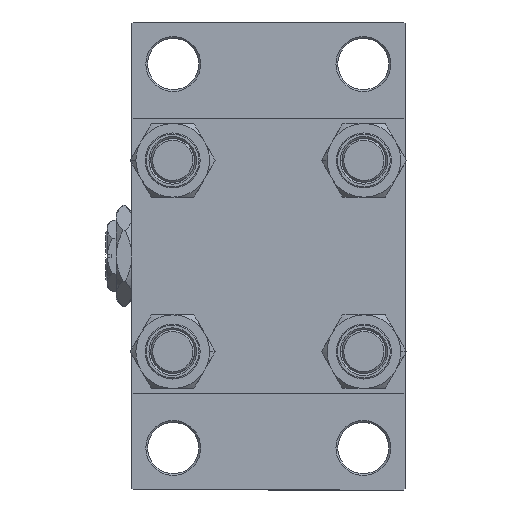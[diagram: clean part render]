
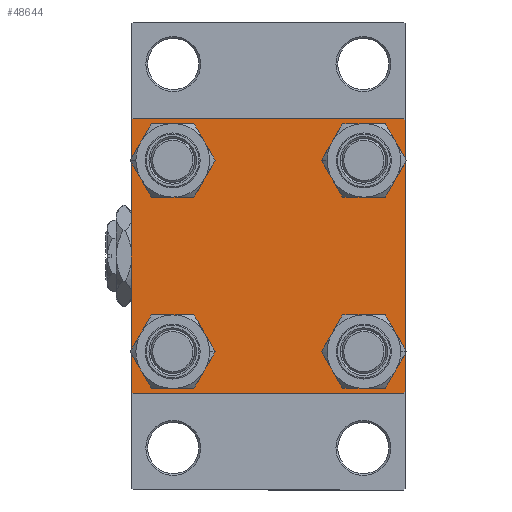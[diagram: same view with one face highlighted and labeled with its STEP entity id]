
A CAD part, left-side view. The second image highlights one B-rep face of the part: STEP entity #48644.
In plain terms, the highlighted planar face has unit normal (-1, 0, 0).
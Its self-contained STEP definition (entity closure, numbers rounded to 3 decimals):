
#76 = CIRCLE ( 'NONE', #5164, 6.5 ) ;
#191 = PLANE ( 'NONE',  #12504 ) ;
#229 = CARTESIAN_POINT ( 'NONE',  ( 0., 26.15, 26.15 ) ) ;
#717 = VECTOR ( 'NONE', #24863, 1000. ) ;
#802 = ORIENTED_EDGE ( 'NONE', *, *, #14577, .T. ) ;
#956 = ORIENTED_EDGE ( 'NONE', *, *, #28010, .T. ) ;
#1801 = EDGE_CURVE ( 'NONE', #6251, #15492, #13256, .T. ) ;
#2903 = CARTESIAN_POINT ( 'NONE',  ( 0., -26.15, 26.15 ) ) ;
#3622 = FACE_OUTER_BOUND ( 'NONE', #17758, .T. ) ;
#3693 = DIRECTION ( 'NONE',  ( 0., 0., 1. ) ) ;
#3728 = LINE ( 'NONE', #19878, #46778 ) ;
#3952 = LINE ( 'NONE', #28053, #717 ) ;
#4108 = CARTESIAN_POINT ( 'NONE',  ( 0., 37.5, 37.5 ) ) ;
#4114 = VERTEX_POINT ( 'NONE', #9663 ) ;
#4305 = CARTESIAN_POINT ( 'NONE',  ( 0., 37.25, -37.25 ) ) ;
#4381 = VERTEX_POINT ( 'NONE', #24775 ) ;
#4664 = FACE_BOUND ( 'NONE', #36569, .T. ) ;
#4699 = DIRECTION ( 'NONE',  ( 0., 0.707, 0.707 ) ) ;
#5164 = AXIS2_PLACEMENT_3D ( 'NONE', #229, #7902, #28276 ) ;
#5220 = LINE ( 'NONE', #21364, #25870 ) ;
#6251 = VERTEX_POINT ( 'NONE', #20231 ) ;
#6336 = DIRECTION ( 'NONE',  ( 0., -1., 0. ) ) ;
#6512 = CARTESIAN_POINT ( 'NONE',  ( 0., 26.15, 26.15 ) ) ;
#7607 = FACE_BOUND ( 'NONE', #25536, .T. ) ;
#7902 = DIRECTION ( 'NONE',  ( 1., 0., 0. ) ) ;
#7967 = VERTEX_POINT ( 'NONE', #24377 ) ;
#8352 = ORIENTED_EDGE ( 'NONE', *, *, #46435, .T. ) ;
#9360 = ORIENTED_EDGE ( 'NONE', *, *, #32283, .T. ) ;
#9663 = CARTESIAN_POINT ( 'NONE',  ( 0., 26.15, -32.65 ) ) ;
#10604 = DIRECTION ( 'NONE',  ( 0., 0., 1. ) ) ;
#10655 = VERTEX_POINT ( 'NONE', #19845 ) ;
#11711 = EDGE_CURVE ( 'NONE', #52326, #4114, #48990, .T. ) ;
#12504 = AXIS2_PLACEMENT_3D ( 'NONE', #26072, #29525, #21843 ) ;
#12991 = EDGE_CURVE ( 'NONE', #13004, #45637, #17982, .T. ) ;
#13004 = VERTEX_POINT ( 'NONE', #49485 ) ;
#13256 = CIRCLE ( 'NONE', #19138, 6.5 ) ;
#13906 = CARTESIAN_POINT ( 'NONE',  ( 0., 26.15, 19.65 ) ) ;
#14178 = CARTESIAN_POINT ( 'NONE',  ( 0., -26.15, 19.65 ) ) ;
#14470 = DIRECTION ( 'NONE',  ( 0., 0., 1. ) ) ;
#14577 = EDGE_CURVE ( 'NONE', #7967, #26826, #32009, .T. ) ;
#14919 = VERTEX_POINT ( 'NONE', #17746 ) ;
#15492 = VERTEX_POINT ( 'NONE', #13906 ) ;
#17013 = CARTESIAN_POINT ( 'NONE',  ( 0., 26.15, -19.65 ) ) ;
#17222 = CIRCLE ( 'NONE', #47623, 6.5 ) ;
#17746 = CARTESIAN_POINT ( 'NONE',  ( 0., 37.5, 37. ) ) ;
#17758 = EDGE_LOOP ( 'NONE', ( #35272, #48449, #9360, #39443, #18543, #22820, #40259, #8352 ) ) ;
#17982 = LINE ( 'NONE', #42568, #50712 ) ;
#18543 = ORIENTED_EDGE ( 'NONE', *, *, #12991, .F. ) ;
#19021 = EDGE_CURVE ( 'NONE', #24822, #45765, #41466, .T. ) ;
#19138 = AXIS2_PLACEMENT_3D ( 'NONE', #6512, #37487, #14470 ) ;
#19845 = CARTESIAN_POINT ( 'NONE',  ( 0., -37., 37.5 ) ) ;
#19878 = CARTESIAN_POINT ( 'NONE',  ( 0., 37.5, 37.5 ) ) ;
#20231 = CARTESIAN_POINT ( 'NONE',  ( 0., 26.15, 32.65 ) ) ;
#20266 = DIRECTION ( 'NONE',  ( 0., -1., 0. ) ) ;
#20959 = DIRECTION ( 'NONE',  ( 0., 0., 1. ) ) ;
#21364 = CARTESIAN_POINT ( 'NONE',  ( 0., -37.25, 37.25 ) ) ;
#21535 = CARTESIAN_POINT ( 'NONE',  ( 0., -26.15, 32.65 ) ) ;
#21843 = DIRECTION ( 'NONE',  ( 0., 0., 1. ) ) ;
#21864 = EDGE_CURVE ( 'NONE', #4381, #10655, #48834, .T. ) ;
#22820 = ORIENTED_EDGE ( 'NONE', *, *, #42369, .T. ) ;
#22832 = EDGE_CURVE ( 'NONE', #15492, #6251, #76, .T. ) ;
#23625 = AXIS2_PLACEMENT_3D ( 'NONE', #26228, #43145, #10604 ) ;
#24258 = VECTOR ( 'NONE', #44792, 1000. ) ;
#24377 = CARTESIAN_POINT ( 'NONE',  ( 0., -26.15, -19.65 ) ) ;
#24547 = CARTESIAN_POINT ( 'NONE',  ( 0., -37.5, -37. ) ) ;
#24775 = CARTESIAN_POINT ( 'NONE',  ( 0., 37., 37.5 ) ) ;
#24792 = FACE_BOUND ( 'NONE', #39259, .T. ) ;
#24822 = VERTEX_POINT ( 'NONE', #21535 ) ;
#24824 = VERTEX_POINT ( 'NONE', #29740 ) ;
#24863 = DIRECTION ( 'NONE',  ( 0., -0.707, 0.707 ) ) ;
#24925 = CARTESIAN_POINT ( 'NONE',  ( 0., -26.15, -26.15 ) ) ;
#25191 = ORIENTED_EDGE ( 'NONE', *, *, #11711, .T. ) ;
#25536 = EDGE_LOOP ( 'NONE', ( #35355, #36824 ) ) ;
#25550 = CARTESIAN_POINT ( 'NONE',  ( 0., -37., -37.5 ) ) ;
#25870 = VECTOR ( 'NONE', #4699, 1000. ) ;
#26072 = CARTESIAN_POINT ( 'NONE',  ( 0., 0., 0. ) ) ;
#26228 = CARTESIAN_POINT ( 'NONE',  ( 0., 26.15, -26.15 ) ) ;
#26428 = DIRECTION ( 'NONE',  ( 0., 0., 1. ) ) ;
#26700 = AXIS2_PLACEMENT_3D ( 'NONE', #43080, #47054, #26428 ) ;
#26826 = VERTEX_POINT ( 'NONE', #40300 ) ;
#26847 = CIRCLE ( 'NONE', #36147, 6.5 ) ;
#27632 = ORIENTED_EDGE ( 'NONE', *, *, #41341, .T. ) ;
#28010 = EDGE_CURVE ( 'NONE', #26826, #7967, #17222, .T. ) ;
#28053 = CARTESIAN_POINT ( 'NONE',  ( 0., -37.25, -37.25 ) ) ;
#28276 = DIRECTION ( 'NONE',  ( 0., 0., 1. ) ) ;
#29234 = CARTESIAN_POINT ( 'NONE',  ( 0., 37.5, -37. ) ) ;
#29525 = DIRECTION ( 'NONE',  ( -1., 0., 0. ) ) ;
#29740 = CARTESIAN_POINT ( 'NONE',  ( 0., 37., -37.5 ) ) ;
#30416 = VERTEX_POINT ( 'NONE', #29234 ) ;
#30836 = LINE ( 'NONE', #49221, #48008 ) ;
#31053 = EDGE_CURVE ( 'NONE', #14919, #30416, #3728, .T. ) ;
#31547 = DIRECTION ( 'NONE',  ( 1., 0., 0. ) ) ;
#32009 = CIRCLE ( 'NONE', #38740, 6.5 ) ;
#32202 = AXIS2_PLACEMENT_3D ( 'NONE', #2903, #39684, #3693 ) ;
#32283 = EDGE_CURVE ( 'NONE', #24824, #32718, #33621, .T. ) ;
#32363 = LINE ( 'NONE', #4305, #24258 ) ;
#32718 = VERTEX_POINT ( 'NONE', #25550 ) ;
#33621 = LINE ( 'NONE', #46572, #36664 ) ;
#34290 = DIRECTION ( 'NONE',  ( 0., 0.707, -0.707 ) ) ;
#34330 = DIRECTION ( 'NONE',  ( 1., 0., 0. ) ) ;
#35272 = ORIENTED_EDGE ( 'NONE', *, *, #31053, .T. ) ;
#35355 = ORIENTED_EDGE ( 'NONE', *, *, #1801, .T. ) ;
#36031 = DIRECTION ( 'NONE',  ( 0., 0., 1. ) ) ;
#36147 = AXIS2_PLACEMENT_3D ( 'NONE', #45731, #34330, #45217 ) ;
#36441 = FACE_BOUND ( 'NONE', #43986, .T. ) ;
#36569 = EDGE_LOOP ( 'NONE', ( #25191, #38337 ) ) ;
#36664 = VECTOR ( 'NONE', #6336, 1000. ) ;
#36824 = ORIENTED_EDGE ( 'NONE', *, *, #22832, .T. ) ;
#37487 = DIRECTION ( 'NONE',  ( 1., 0., 0. ) ) ;
#38052 = VECTOR ( 'NONE', #20266, 1000. ) ;
#38337 = ORIENTED_EDGE ( 'NONE', *, *, #47620, .T. ) ;
#38740 = AXIS2_PLACEMENT_3D ( 'NONE', #39734, #31547, #36031 ) ;
#38963 = ORIENTED_EDGE ( 'NONE', *, *, #19021, .T. ) ;
#39259 = EDGE_LOOP ( 'NONE', ( #802, #956 ) ) ;
#39443 = ORIENTED_EDGE ( 'NONE', *, *, #50304, .T. ) ;
#39684 = DIRECTION ( 'NONE',  ( 1., 0., 0. ) ) ;
#39734 = CARTESIAN_POINT ( 'NONE',  ( 0., -26.15, -26.15 ) ) ;
#40259 = ORIENTED_EDGE ( 'NONE', *, *, #21864, .F. ) ;
#40300 = CARTESIAN_POINT ( 'NONE',  ( 0., -26.15, -32.65 ) ) ;
#41048 = DIRECTION ( 'NONE',  ( 1., 0., 0. ) ) ;
#41341 = EDGE_CURVE ( 'NONE', #45765, #24822, #52065, .T. ) ;
#41466 = CIRCLE ( 'NONE', #32202, 6.5 ) ;
#42369 = EDGE_CURVE ( 'NONE', #13004, #10655, #5220, .T. ) ;
#42568 = CARTESIAN_POINT ( 'NONE',  ( 0., -37.5, 37.5 ) ) ;
#43080 = CARTESIAN_POINT ( 'NONE',  ( 0., -26.15, 26.15 ) ) ;
#43145 = DIRECTION ( 'NONE',  ( 1., 0., 0. ) ) ;
#43986 = EDGE_LOOP ( 'NONE', ( #38963, #27632 ) ) ;
#44792 = DIRECTION ( 'NONE',  ( 0., -0.707, -0.707 ) ) ;
#45217 = DIRECTION ( 'NONE',  ( 0., 0., 1. ) ) ;
#45637 = VERTEX_POINT ( 'NONE', #24547 ) ;
#45731 = CARTESIAN_POINT ( 'NONE',  ( 0., 26.15, -26.15 ) ) ;
#45765 = VERTEX_POINT ( 'NONE', #14178 ) ;
#46283 = DIRECTION ( 'NONE',  ( 0., 0., -1. ) ) ;
#46435 = EDGE_CURVE ( 'NONE', #4381, #14919, #30836, .T. ) ;
#46572 = CARTESIAN_POINT ( 'NONE',  ( 0., 37.5, -37.5 ) ) ;
#46778 = VECTOR ( 'NONE', #50854, 1000. ) ;
#46796 = EDGE_CURVE ( 'NONE', #30416, #24824, #32363, .T. ) ;
#47054 = DIRECTION ( 'NONE',  ( 1., 0., 0. ) ) ;
#47620 = EDGE_CURVE ( 'NONE', #4114, #52326, #26847, .T. ) ;
#47623 = AXIS2_PLACEMENT_3D ( 'NONE', #24925, #41048, #20959 ) ;
#48008 = VECTOR ( 'NONE', #34290, 1000. ) ;
#48449 = ORIENTED_EDGE ( 'NONE', *, *, #46796, .T. ) ;
#48644 = ADVANCED_FACE ( 'NONE', ( #36441, #24792, #4664, #7607, #3622 ), #191, .T. ) ;
#48834 = LINE ( 'NONE', #4108, #38052 ) ;
#48990 = CIRCLE ( 'NONE', #23625, 6.5 ) ;
#49221 = CARTESIAN_POINT ( 'NONE',  ( 0., 37.25, 37.25 ) ) ;
#49485 = CARTESIAN_POINT ( 'NONE',  ( 0., -37.5, 37. ) ) ;
#50304 = EDGE_CURVE ( 'NONE', #32718, #45637, #3952, .T. ) ;
#50712 = VECTOR ( 'NONE', #46283, 1000. ) ;
#50854 = DIRECTION ( 'NONE',  ( 0., 0., -1. ) ) ;
#52065 = CIRCLE ( 'NONE', #26700, 6.5 ) ;
#52326 = VERTEX_POINT ( 'NONE', #17013 ) ;
